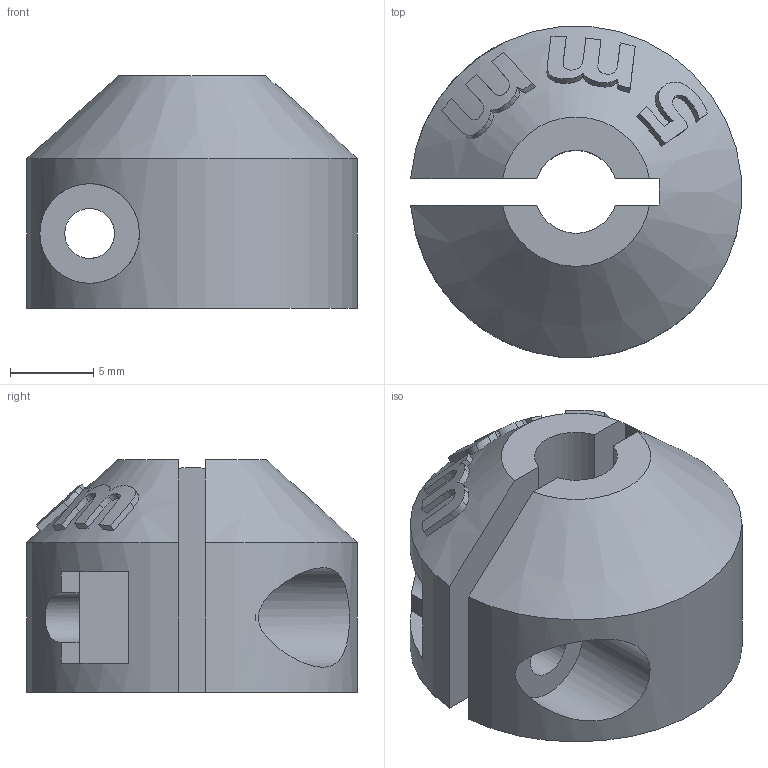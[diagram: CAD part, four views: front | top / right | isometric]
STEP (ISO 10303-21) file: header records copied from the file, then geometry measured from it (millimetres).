
FILE_DESCRIPTION(/* description */ ('STEP AP242','CAx-IF Rec.Pracs.---Representation and Presentation of Product Manufacturing Information (PMI)---4.0---2014-10-13','CAx-IF Rec.Pracs.---3D Tessellated Geometry---0.4---2014-09-14','2;1'),/* implementation_level */ '2;1');
FILE_NAME(/* name */ '63f3c436d19faf76ee1bd88a',/* time_stamp */ '2023-02-20T19:04:23+00:00',/* author */ (''),/* organization */ (''),/* preprocessor_version */ 'ST-DEVELOPER v18.102',/* originating_system */ ' ',/* authorisation */ ' ');
FILE_SCHEMA (('AP242_MANAGED_MODEL_BASED_3D_ENGINEERING_MIM_LF { 1 0 10303 442 1 1 4 }'));
Length unit declared in the file: metre
Products named in the file (1): Part 1
Bounding box: 19.93 x 19.93 x 14 mm (x, y, z)
Volume: 2977.1 mm3; surface area: 1838.6 mm2
Topology: 1 solids, 1 shells, 103 faces, 290 edges, 194 vertices
Faces by surface type: plane 50, bspline 42, cylinder 7, cone 4
Full cylindrical faces by diameter (mm): 3 x2, 6 x1
Entity records: 3633 total; most frequent: CARTESIAN_POINT 1385, ORIENTED_EDGE 570, EDGE_CURVE 285, DIRECTION 266, VERTEX_POINT 192, B_SPLINE_CURVE_WITH_KNOTS 159, EDGE_LOOP 115, FACE_BOUND 115
